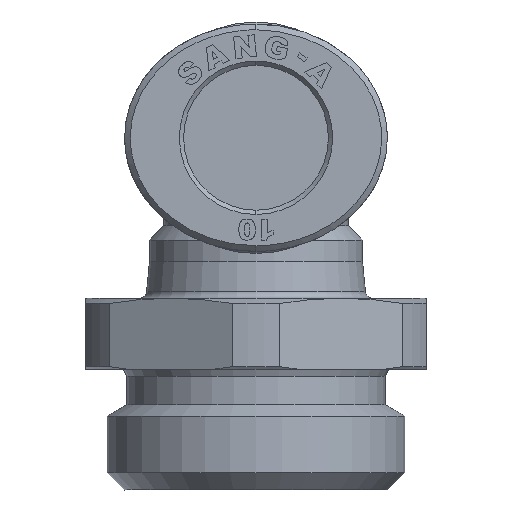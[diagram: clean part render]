
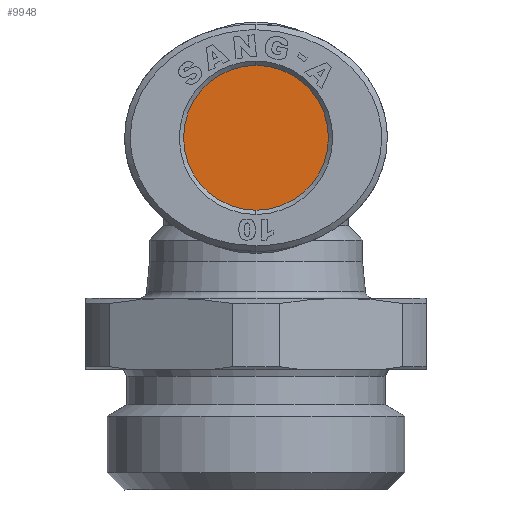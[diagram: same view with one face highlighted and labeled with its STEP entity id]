
A CAD part, left-side view. The second image highlights one B-rep face of the part: STEP entity #9948.
In plain terms, the highlighted planar face has unit normal (-1, 0, 0).
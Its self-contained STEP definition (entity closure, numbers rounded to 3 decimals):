
#569 = DIRECTION ( 'NONE',  ( 0., 0., -1. ) ) ;
#2154 = VERTEX_POINT ( 'NONE', #15707 ) ;
#7211 = CARTESIAN_POINT ( 'NONE',  ( -14.833, 0., 0. ) ) ;
#9948 = ADVANCED_FACE ( 'NONE', ( #17355 ), #25750, .F. ) ;
#11338 = CIRCLE ( 'NONE', #28020, 5.1 ) ;
#11830 = ORIENTED_EDGE ( 'NONE', *, *, #22272, .T. ) ;
#14810 = DIRECTION ( 'NONE',  ( 1., 0., 0. ) ) ;
#14919 = DIRECTION ( 'NONE',  ( 0., 1., 0. ) ) ;
#15116 = EDGE_LOOP ( 'NONE', ( #29539, #11830 ) ) ;
#15707 = CARTESIAN_POINT ( 'NONE',  ( -14.833, 5.1, 0. ) ) ;
#16659 = CARTESIAN_POINT ( 'NONE',  ( -14.833, -5.1, 0. ) ) ;
#17146 = AXIS2_PLACEMENT_3D ( 'NONE', #7211, #30736, #23959 ) ;
#17355 = FACE_OUTER_BOUND ( 'NONE', #15116, .T. ) ;
#19173 = CARTESIAN_POINT ( 'NONE',  ( -14.833, 0., 0. ) ) ;
#19418 = EDGE_CURVE ( 'NONE', #2154, #30458, #11338, .T. ) ;
#19683 = DIRECTION ( 'NONE',  ( -1., 0., 0. ) ) ;
#22272 = EDGE_CURVE ( 'NONE', #30458, #2154, #26735, .T. ) ;
#23598 = AXIS2_PLACEMENT_3D ( 'NONE', #19173, #14810, #569 ) ;
#23959 = DIRECTION ( 'NONE',  ( 0., 1., 0. ) ) ;
#25750 = PLANE ( 'NONE',  #23598 ) ;
#26735 = CIRCLE ( 'NONE', #17146, 5.1 ) ;
#28020 = AXIS2_PLACEMENT_3D ( 'NONE', #29150, #19683, #14919 ) ;
#29150 = CARTESIAN_POINT ( 'NONE',  ( -14.833, 0., 0. ) ) ;
#29539 = ORIENTED_EDGE ( 'NONE', *, *, #19418, .T. ) ;
#30458 = VERTEX_POINT ( 'NONE', #16659 ) ;
#30736 = DIRECTION ( 'NONE',  ( -1., 0., 0. ) ) ;
